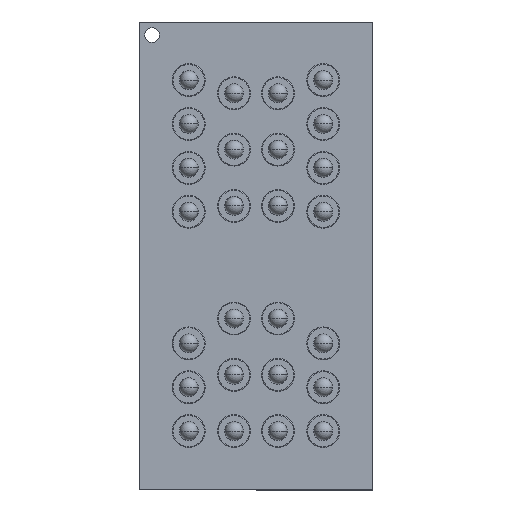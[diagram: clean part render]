
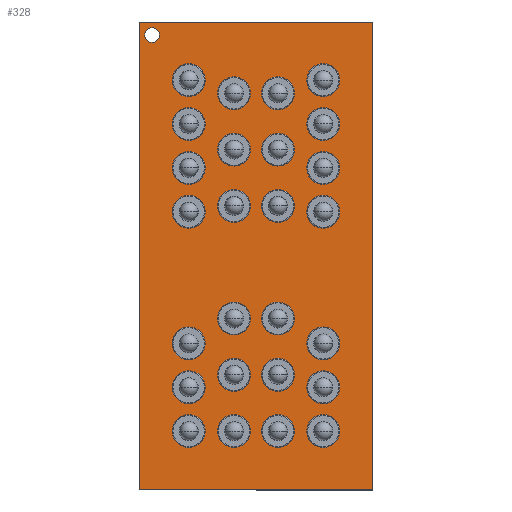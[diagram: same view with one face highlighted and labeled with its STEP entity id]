
A CAD part, top view. The second image highlights one B-rep face of the part: STEP entity #328.
In plain terms, the highlighted planar face has unit normal (0, 0, 1).
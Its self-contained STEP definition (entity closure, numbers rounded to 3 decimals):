
#93=CARTESIAN_POINT('',(-15.2,30.2,6.1));
#94=VERTEX_POINT('',#93);
#110=CARTESIAN_POINT('',(-13.2,30.2,6.1));
#111=VERTEX_POINT('',#110);
#118=CARTESIAN_POINT('',(-14.2,30.2,6.1));
#119=DIRECTION('',(0.0,0.0,-1.0));
#120=DIRECTION('',(-1.0,0.0,0.0));
#121=AXIS2_PLACEMENT_3D('',#118,#119,#120);
#122=CIRCLE('',#121,1.0);
#123=EDGE_CURVE('',#94,#111,#122,.T.);
#155=CARTESIAN_POINT('',(-14.2,30.2,6.1));
#156=DIRECTION('',(0.0,0.0,-1.0));
#157=DIRECTION('',(-1.0,0.0,0.0));
#158=AXIS2_PLACEMENT_3D('',#155,#156,#157);
#159=CIRCLE('',#158,1.0);
#160=EDGE_CURVE('',#111,#94,#159,.T.);
#178=CARTESIAN_POINT('',(16.,-32.0,6.1));
#179=VERTEX_POINT('',#178);
#180=CARTESIAN_POINT('',(-16.,-32.,6.1));
#181=VERTEX_POINT('',#180);
#182=CARTESIAN_POINT('',(16.,-32.0,6.1));
#183=DIRECTION('',(-1.0,0.0,0.0));
#184=VECTOR('',#183,32.0);
#185=LINE('',#182,#184);
#186=EDGE_CURVE('',#179,#181,#185,.T.);
#218=CARTESIAN_POINT('',(-16.,32.0,6.1));
#219=VERTEX_POINT('',#218);
#220=CARTESIAN_POINT('',(-16.,-32.,6.1));
#221=DIRECTION('',(0.0,1.0,0.0));
#222=VECTOR('',#221,64.0);
#223=LINE('',#220,#222);
#224=EDGE_CURVE('',#181,#219,#223,.T.);
#249=CARTESIAN_POINT('',(16.,32.,6.1));
#250=VERTEX_POINT('',#249);
#251=CARTESIAN_POINT('',(-16.,32.0,6.1));
#252=DIRECTION('',(1.0,0.0,0.0));
#253=VECTOR('',#252,32.0);
#254=LINE('',#251,#253);
#255=EDGE_CURVE('',#219,#250,#254,.T.);
#280=CARTESIAN_POINT('',(16.,32.,6.1));
#281=DIRECTION('',(0.0,-1.0,0.0));
#282=VECTOR('',#281,64.0);
#283=LINE('',#280,#282);
#284=EDGE_CURVE('',#250,#179,#283,.T.);
#313=CARTESIAN_POINT('',(14.2,30.2,6.1));
#314=DIRECTION('',(0.0,0.0,1.0));
#315=DIRECTION('',(1.0,0.0,0.0));
#316=AXIS2_PLACEMENT_3D('',#313,#314,#315);
#317=PLANE('',#316);
#318=ORIENTED_EDGE('',*,*,#186,.F.);
#319=ORIENTED_EDGE('',*,*,#284,.F.);
#320=ORIENTED_EDGE('',*,*,#255,.F.);
#321=ORIENTED_EDGE('',*,*,#224,.F.);
#322=EDGE_LOOP('',(#318,#319,#320,#321));
#323=FACE_OUTER_BOUND('',#322,.T.);
#324=ORIENTED_EDGE('',*,*,#123,.T.);
#325=ORIENTED_EDGE('',*,*,#160,.T.);
#326=EDGE_LOOP('',(#324,#325));
#327=FACE_BOUND('',#326,.T.);
#328=ADVANCED_FACE('',(#323,#327),#317,.T.);
